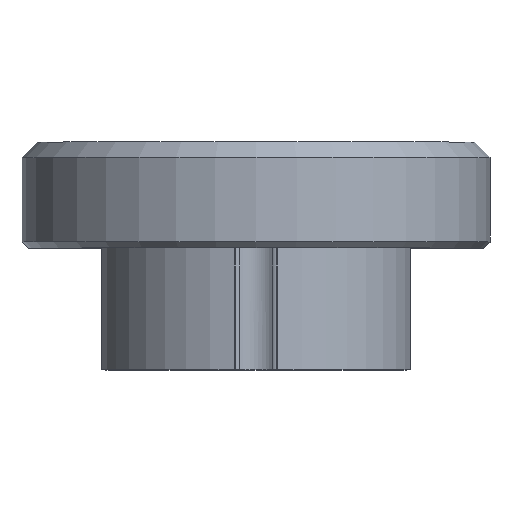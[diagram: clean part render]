
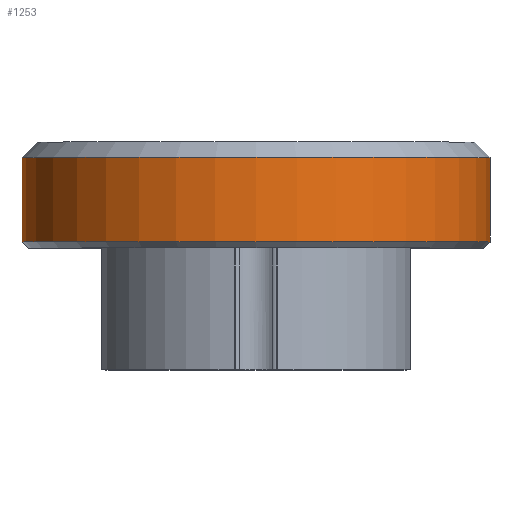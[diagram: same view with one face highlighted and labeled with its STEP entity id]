
A CAD part, top view. The second image highlights one B-rep face of the part: STEP entity #1253.
In plain terms, the highlighted cylindrical face has radius 7.5 mm (diameter 15 mm), a partial arc.
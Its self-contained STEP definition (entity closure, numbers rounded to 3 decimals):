
#111 = CARTESIAN_POINT ( 'NONE',  ( 0., 1.8, 0. ) ) ;
#125 = DIRECTION ( 'NONE',  ( 0., -1., 0. ) ) ;
#133 = VECTOR ( 'NONE', #321, 1000. ) ;
#147 = AXIS2_PLACEMENT_3D ( 'NONE', #111, #125, #1417 ) ;
#292 = VERTEX_POINT ( 'NONE', #1349 ) ;
#296 = ORIENTED_EDGE ( 'NONE', *, *, #1236, .F. ) ;
#321 = DIRECTION ( 'NONE',  ( 0., 1., 0. ) ) ;
#332 = DIRECTION ( 'NONE',  ( -1., 0., 0. ) ) ;
#357 = CARTESIAN_POINT ( 'NONE',  ( 0., 4.5, 0. ) ) ;
#364 = ORIENTED_EDGE ( 'NONE', *, *, #648, .F. ) ;
#412 = AXIS2_PLACEMENT_3D ( 'NONE', #1359, #984, #635 ) ;
#434 = LINE ( 'NONE', #1412, #133 ) ;
#486 = EDGE_CURVE ( 'NONE', #1398, #787, #1484, .T. ) ;
#560 = ORIENTED_EDGE ( 'NONE', *, *, #486, .F. ) ;
#635 = DIRECTION ( 'NONE',  ( 1., 0., 0. ) ) ;
#648 = EDGE_CURVE ( 'NONE', #292, #908, #434, .T. ) ;
#780 = EDGE_LOOP ( 'NONE', ( #560, #296, #364, #1269 ) ) ;
#787 = VERTEX_POINT ( 'NONE', #1245 ) ;
#788 = CIRCLE ( 'NONE', #147, 7.5 ) ;
#874 = CARTESIAN_POINT ( 'NONE',  ( 7.5, 4.5, 0. ) ) ;
#908 = VERTEX_POINT ( 'NONE', #1094 ) ;
#984 = DIRECTION ( 'NONE',  ( 0., 1., 0. ) ) ;
#1059 = DIRECTION ( 'NONE',  ( 0., 1., 0. ) ) ;
#1094 = CARTESIAN_POINT ( 'NONE',  ( -7.5, 4.5, 0. ) ) ;
#1111 = CYLINDRICAL_SURFACE ( 'NONE', #412, 7.5 ) ;
#1209 = FACE_OUTER_BOUND ( 'NONE', #780, .T. ) ;
#1223 = DIRECTION ( 'NONE',  ( 0., -1., 0. ) ) ;
#1224 = EDGE_CURVE ( 'NONE', #787, #292, #788, .T. ) ;
#1228 = AXIS2_PLACEMENT_3D ( 'NONE', #357, #1059, #332 ) ;
#1236 = EDGE_CURVE ( 'NONE', #908, #1398, #1379, .T. ) ;
#1243 = CARTESIAN_POINT ( 'NONE',  ( 7.5, 4.5, 0. ) ) ;
#1245 = CARTESIAN_POINT ( 'NONE',  ( 7.5, 1.8, 0. ) ) ;
#1253 = ADVANCED_FACE ( 'NONE', ( #1209 ), #1111, .T. ) ;
#1269 = ORIENTED_EDGE ( 'NONE', *, *, #1224, .F. ) ;
#1334 = VECTOR ( 'NONE', #1223, 1000. ) ;
#1349 = CARTESIAN_POINT ( 'NONE',  ( -7.5, 1.8, 0. ) ) ;
#1359 = CARTESIAN_POINT ( 'NONE',  ( 0., 0., 0. ) ) ;
#1379 = CIRCLE ( 'NONE', #1228, 7.5 ) ;
#1398 = VERTEX_POINT ( 'NONE', #1243 ) ;
#1412 = CARTESIAN_POINT ( 'NONE',  ( -7.5, 1.8, 0. ) ) ;
#1417 = DIRECTION ( 'NONE',  ( 1., 0., 0. ) ) ;
#1484 = LINE ( 'NONE', #874, #1334 ) ;
